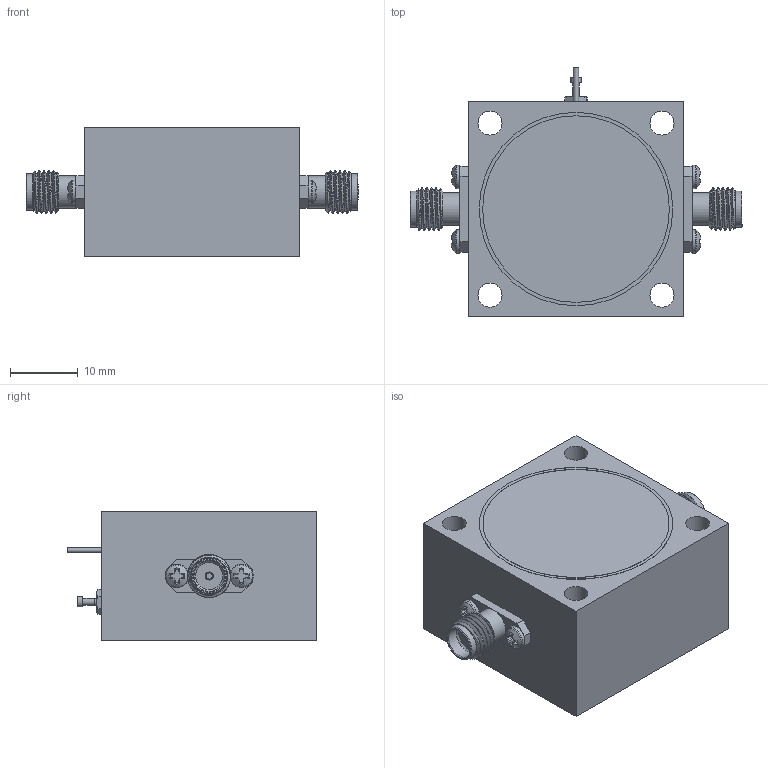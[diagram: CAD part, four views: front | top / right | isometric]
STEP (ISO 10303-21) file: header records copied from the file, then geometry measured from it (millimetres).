
FILE_DESCRIPTION (( 'STEP AP203' ), '1' );
FILE_NAME ('SB3000.step', '2020-03-26T16:36:30', ( '' ), ( '' ), 'SwSTEP 2.0', 'SolidWorks 2018', '' );
FILE_SCHEMA (( 'CONFIG_CONTROL_DESIGN' ));
Length unit declared in the file: inch
Products named in the file (1): SB3000
Bounding box: 49.02 x 36.83 x 19.05 mm (x, y, z)
Volume: 18888.3 mm3; surface area: 5882.3 mm2
Topology: 1 solids, 7 shells, 215 faces, 513 edges, 336 vertices
Faces by surface type: plane 136, cylinder 33, cone 32, bspline 14
Full cylindrical faces by diameter (mm): 0.762 x1, 0.791 x1, 0.94 x4, 1.016 x1, 1.194 x2, 1.524 x1, 1.854 x4, 2.032 x1, 3.454 x4, 3.556 x4, 4.521 x2, 4.826 x2, 5.334 x2, 27.559 x1, 28.575 x1
Entity records: 7971 total; most frequent: CARTESIAN_POINT 3392, ORIENTED_EDGE 904, DIRECTION 848, EDGE_CURVE 452, AXIS2_PLACEMENT_3D 326, VERTEX_POINT 318, EDGE_LOOP 290, FACE_OUTER_BOUND 250
